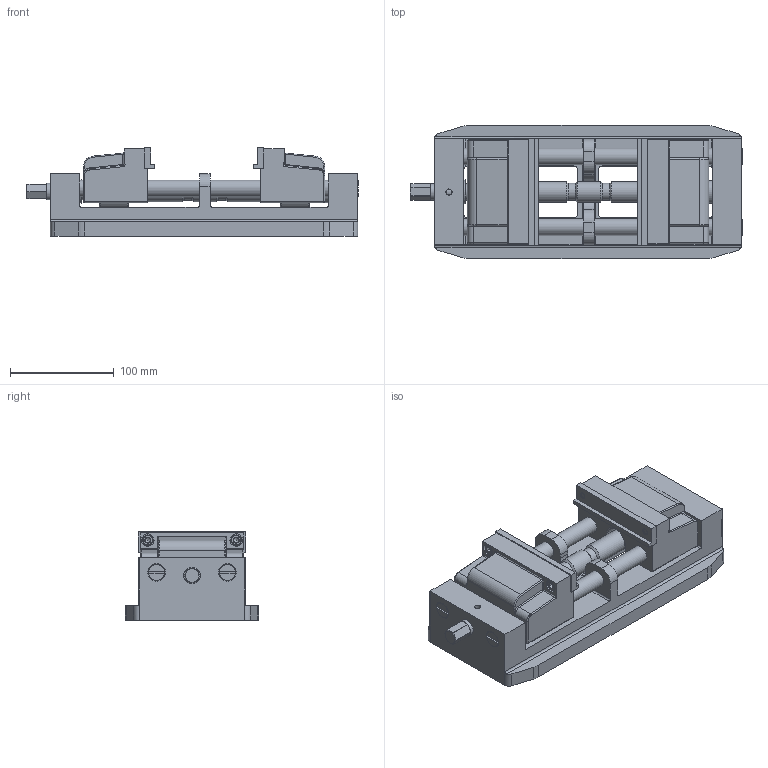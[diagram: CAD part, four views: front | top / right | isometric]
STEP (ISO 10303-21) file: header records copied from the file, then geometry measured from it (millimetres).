
FILE_DESCRIPTION(/* description */ (''),/* implementation_level */ '2;1');
FILE_NAME(/* name */ '37_103_Mordaza.stp',/* time_stamp */ '2013-07-31T09:59:18+02:00',/* author */ (''),/* organization */ (''),/* preprocessor_version */ 'ST-DEVELOPER v11',/* originating_system */ 'SIEMENS PLM Software NX 7.5',/* authorisation */ '');
FILE_SCHEMA (('AUTOMOTIVE_DESIGN { 1 0 10303 214 1 1 1 1 }'));
Length unit declared in the file: millimetre
Products named in the file (1): 37_103_Mordaza
Bounding box: 319.25 x 128 x 85 mm (x, y, z)
Volume: 1389898.1 mm3; surface area: 284320.3 mm2
Topology: 20 solids, 20 shells, 904 faces, 2222 edges, 1318 vertices
Faces by surface type: plane 409, cylinder 289, cone 76, torus 72, sphere 42, bspline 16
Full cylindrical faces by diameter (mm): 4 x1, 5 x4, 5.188 x4, 5.2 x1, 5.795 x4, 5.9 x1, 6.5 x5, 10 x4, 12 x4, 15 x2, 15.1 x1, 15.5 x7, 16 x12, 16.5 x2, 17 x4, 18 x2, 20 x3, 22 x1, 23 x1, 25 x2
Entity records: 31987 total; most frequent: CARTESIAN_POINT 5161, DIRECTION 4489, ORIENTED_EDGE 4012, EDGE_CURVE 2006, AXIS2_PLACEMENT_3D 1702, VERTEX_POINT 1274, EDGE_LOOP 1099, LINE 1085
